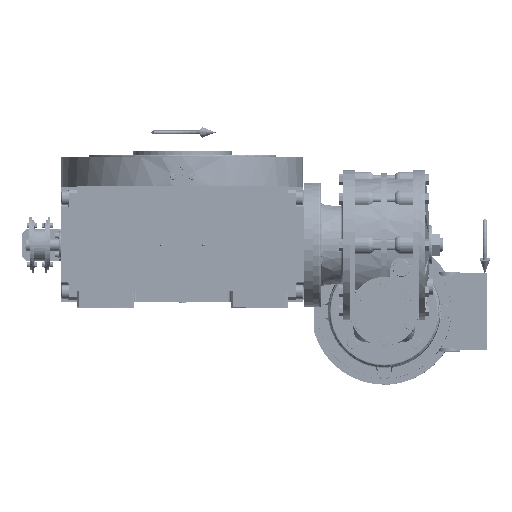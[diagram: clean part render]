
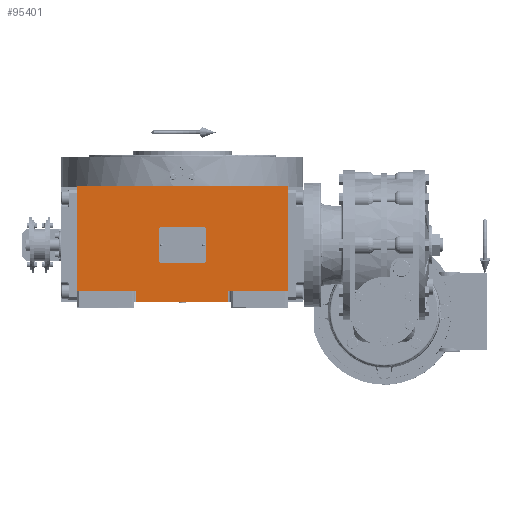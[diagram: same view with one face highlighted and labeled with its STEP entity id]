
A CAD part, top view. The second image highlights one B-rep face of the part: STEP entity #95401.
In plain terms, the highlighted planar face has unit normal (0, 0, 1).
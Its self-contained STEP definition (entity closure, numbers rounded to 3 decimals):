
#1811 = VECTOR ( 'NONE', #37347, 1000. ) ;
#3108 = EDGE_CURVE ( 'NONE', #83267, #154268, #91693, .T. ) ;
#3556 = VECTOR ( 'NONE', #30124, 1000. ) ;
#8676 = VECTOR ( 'NONE', #95749, 1000. ) ;
#8897 = EDGE_CURVE ( 'NONE', #75971, #41427, #132697, .T. ) ;
#9092 = CARTESIAN_POINT ( 'NONE',  ( -135., 75., 226. ) ) ;
#11144 = ORIENTED_EDGE ( 'NONE', *, *, #26749, .T. ) ;
#11253 = CARTESIAN_POINT ( 'NONE',  ( -135., -73., 226. ) ) ;
#21017 = CARTESIAN_POINT ( 'NONE',  ( -135., 75., 226. ) ) ;
#23070 = ORIENTED_EDGE ( 'NONE', *, *, #138321, .F. ) ;
#26749 = EDGE_CURVE ( 'NONE', #75971, #167328, #80713, .T. ) ;
#30124 = DIRECTION ( 'NONE',  ( 0., 1., 0. ) ) ;
#33132 = ORIENTED_EDGE ( 'NONE', *, *, #140324, .F. ) ;
#35337 = CARTESIAN_POINT ( 'NONE',  ( 135., -59., 226. ) ) ;
#37347 = DIRECTION ( 'NONE',  ( 0., 1., 0. ) ) ;
#39732 = AXIS2_PLACEMENT_3D ( 'NONE', #11253, #65046, #118859 ) ;
#41427 = VERTEX_POINT ( 'NONE', #21017 ) ;
#42636 = LINE ( 'NONE', #97282, #112845 ) ;
#43904 = CARTESIAN_POINT ( 'NONE',  ( -59., -59., 226. ) ) ;
#45272 = VERTEX_POINT ( 'NONE', #109864 ) ;
#45581 = ORIENTED_EDGE ( 'NONE', *, *, #3108, .T. ) ;
#51391 = DIRECTION ( 'NONE',  ( 1., 0., 0. ) ) ;
#62217 = VECTOR ( 'NONE', #136778, 1000. ) ;
#64999 = VERTEX_POINT ( 'NONE', #133347 ) ;
#65046 = DIRECTION ( 'NONE',  ( 0., 0., 1. ) ) ;
#66344 = VECTOR ( 'NONE', #88226, 1000. ) ;
#68095 = ORIENTED_EDGE ( 'NONE', *, *, #72957, .T. ) ;
#70494 = ORIENTED_EDGE ( 'NONE', *, *, #138037, .T. ) ;
#72957 = EDGE_CURVE ( 'NONE', #154268, #164642, #159120, .T. ) ;
#74317 = LINE ( 'NONE', #9092, #108452 ) ;
#75971 = VERTEX_POINT ( 'NONE', #172826 ) ;
#78455 = CARTESIAN_POINT ( 'NONE',  ( 59., -59., 226. ) ) ;
#80713 = LINE ( 'NONE', #134593, #8676 ) ;
#83267 = VERTEX_POINT ( 'NONE', #162428 ) ;
#88226 = DIRECTION ( 'NONE',  ( 1., 0., 0. ) ) ;
#91693 = LINE ( 'NONE', #78455, #66344 ) ;
#92687 = CARTESIAN_POINT ( 'NONE',  ( 59., -59., 226. ) ) ;
#94031 = EDGE_LOOP ( 'NONE', ( #70494, #23070, #45581, #68095, #113325, #149067, #11144, #33132 ) ) ;
#94496 = LINE ( 'NONE', #151021, #3556 ) ;
#95401 = ADVANCED_FACE ( 'NONE', ( #132095 ), #171821, .T. ) ;
#95749 = DIRECTION ( 'NONE',  ( 1., 0., 0. ) ) ;
#97282 = CARTESIAN_POINT ( 'NONE',  ( -59., -73., 226. ) ) ;
#108452 = VECTOR ( 'NONE', #51391, 1000. ) ;
#109864 = CARTESIAN_POINT ( 'NONE',  ( 59., -73., 226. ) ) ;
#112845 = VECTOR ( 'NONE', #174121, 1000. ) ;
#113325 = ORIENTED_EDGE ( 'NONE', *, *, #120253, .F. ) ;
#118859 = DIRECTION ( 'NONE',  ( 1., 0., 0. ) ) ;
#120253 = EDGE_CURVE ( 'NONE', #41427, #164642, #74317, .T. ) ;
#120920 = LINE ( 'NONE', #92687, #62217 ) ;
#132095 = FACE_OUTER_BOUND ( 'NONE', #94031, .T. ) ;
#132697 = LINE ( 'NONE', #160088, #142156 ) ;
#133347 = CARTESIAN_POINT ( 'NONE',  ( -59., -73., 226. ) ) ;
#134593 = CARTESIAN_POINT ( 'NONE',  ( -135., -59., 226. ) ) ;
#136176 = CARTESIAN_POINT ( 'NONE',  ( 135., 75., 226. ) ) ;
#136778 = DIRECTION ( 'NONE',  ( 0., -1., 0. ) ) ;
#138037 = EDGE_CURVE ( 'NONE', #64999, #45272, #42636, .T. ) ;
#138321 = EDGE_CURVE ( 'NONE', #83267, #45272, #120920, .T. ) ;
#140324 = EDGE_CURVE ( 'NONE', #64999, #167328, #94496, .T. ) ;
#142156 = VECTOR ( 'NONE', #144219, 1000. ) ;
#144219 = DIRECTION ( 'NONE',  ( 0., 1., 0. ) ) ;
#149067 = ORIENTED_EDGE ( 'NONE', *, *, #8897, .F. ) ;
#151021 = CARTESIAN_POINT ( 'NONE',  ( -59., -73., 226. ) ) ;
#154268 = VERTEX_POINT ( 'NONE', #35337 ) ;
#159120 = LINE ( 'NONE', #159987, #1811 ) ;
#159987 = CARTESIAN_POINT ( 'NONE',  ( 135., -59., 226. ) ) ;
#160088 = CARTESIAN_POINT ( 'NONE',  ( -135., -59., 226. ) ) ;
#162428 = CARTESIAN_POINT ( 'NONE',  ( 59., -59., 226. ) ) ;
#164642 = VERTEX_POINT ( 'NONE', #136176 ) ;
#167328 = VERTEX_POINT ( 'NONE', #43904 ) ;
#171821 = PLANE ( 'NONE',  #39732 ) ;
#172826 = CARTESIAN_POINT ( 'NONE',  ( -135., -59., 226. ) ) ;
#174121 = DIRECTION ( 'NONE',  ( 1., 0., 0. ) ) ;
